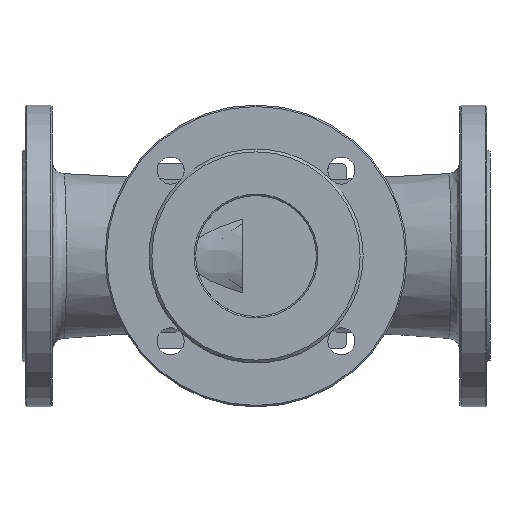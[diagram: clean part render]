
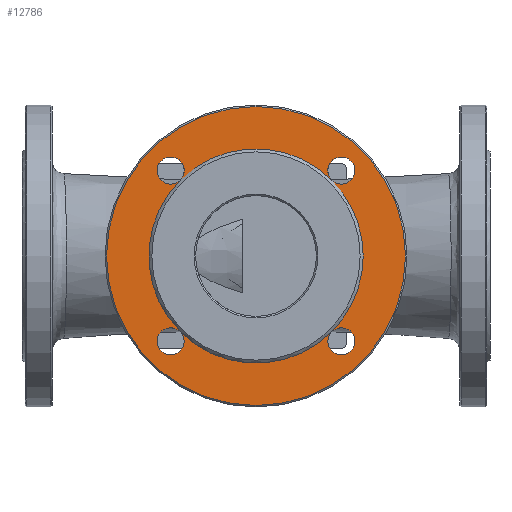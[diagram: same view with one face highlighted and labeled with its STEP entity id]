
A CAD part, front view. The second image highlights one B-rep face of the part: STEP entity #12786.
In plain terms, the highlighted planar face has unit normal (0, -1, 0).
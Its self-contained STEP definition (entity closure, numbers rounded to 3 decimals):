
#313=FACE_BOUND('',#4095,.T.);
#390=PLANE('',#13682);
#3388=FACE_OUTER_BOUND('',#4094,.T.);
#4094=EDGE_LOOP('',(#8815));
#4095=EDGE_LOOP('',(#8816,#8817,#8818,#8819,#8820,#8821,#8822,#8823,#8824,
#8825,#8826,#8827,#8828));
#4794=CIRCLE('',#13681,99.);
#4795=CIRCLE('',#13683,9.);
#4796=CIRCLE('',#13684,71.);
#4797=CIRCLE('',#13685,9.);
#4798=CIRCLE('',#13686,9.);
#4799=CIRCLE('',#13687,71.);
#4800=CIRCLE('',#13688,9.);
#4801=CIRCLE('',#13689,9.);
#4802=CIRCLE('',#13690,71.);
#4803=CIRCLE('',#13691,71.);
#4804=CIRCLE('',#13692,9.);
#4805=CIRCLE('',#13693,9.);
#4806=CIRCLE('',#13694,71.);
#4807=CIRCLE('',#13695,9.);
#5413=VERTEX_POINT('',#20950);
#5414=VERTEX_POINT('',#20954);
#5415=VERTEX_POINT('',#20955);
#5416=VERTEX_POINT('',#20957);
#5417=VERTEX_POINT('',#20959);
#5418=VERTEX_POINT('',#20962);
#5419=VERTEX_POINT('',#20964);
#5420=VERTEX_POINT('',#20967);
#5421=VERTEX_POINT('',#20969);
#5422=VERTEX_POINT('',#20971);
#6707=EDGE_CURVE('',#5413,#5413,#4794,.T.);
#6708=EDGE_CURVE('',#5414,#5415,#4795,.T.);
#6709=EDGE_CURVE('',#5416,#5414,#4796,.T.);
#6710=EDGE_CURVE('',#5417,#5416,#4797,.T.);
#6711=EDGE_CURVE('',#5416,#5417,#4798,.T.);
#6712=EDGE_CURVE('',#5418,#5416,#4799,.T.);
#6713=EDGE_CURVE('',#5419,#5418,#4800,.T.);
#6714=EDGE_CURVE('',#5418,#5419,#4801,.T.);
#6715=EDGE_CURVE('',#5420,#5418,#4802,.T.);
#6716=EDGE_CURVE('',#5421,#5420,#4803,.T.);
#6717=EDGE_CURVE('',#5422,#5421,#4804,.T.);
#6718=EDGE_CURVE('',#5421,#5422,#4805,.T.);
#6719=EDGE_CURVE('',#5414,#5421,#4806,.T.);
#6720=EDGE_CURVE('',#5415,#5414,#4807,.T.);
#8815=ORIENTED_EDGE('',*,*,#6707,.F.);
#8816=ORIENTED_EDGE('',*,*,#6708,.F.);
#8817=ORIENTED_EDGE('',*,*,#6709,.F.);
#8818=ORIENTED_EDGE('',*,*,#6710,.F.);
#8819=ORIENTED_EDGE('',*,*,#6711,.F.);
#8820=ORIENTED_EDGE('',*,*,#6712,.F.);
#8821=ORIENTED_EDGE('',*,*,#6713,.F.);
#8822=ORIENTED_EDGE('',*,*,#6714,.F.);
#8823=ORIENTED_EDGE('',*,*,#6715,.F.);
#8824=ORIENTED_EDGE('',*,*,#6716,.F.);
#8825=ORIENTED_EDGE('',*,*,#6717,.F.);
#8826=ORIENTED_EDGE('',*,*,#6718,.F.);
#8827=ORIENTED_EDGE('',*,*,#6719,.F.);
#8828=ORIENTED_EDGE('',*,*,#6720,.F.);
#12786=ADVANCED_FACE('',(#3388,#313),#390,.F.);
#13681=AXIS2_PLACEMENT_3D('',#20952,#15113,#15114);
#13682=AXIS2_PLACEMENT_3D('',#20953,#15115,#15116);
#13683=AXIS2_PLACEMENT_3D('',#20956,#15117,#15118);
#13684=AXIS2_PLACEMENT_3D('',#20958,#15119,#15120);
#13685=AXIS2_PLACEMENT_3D('',#20960,#15121,#15122);
#13686=AXIS2_PLACEMENT_3D('',#20961,#15123,#15124);
#13687=AXIS2_PLACEMENT_3D('',#20963,#15125,#15126);
#13688=AXIS2_PLACEMENT_3D('',#20965,#15127,#15128);
#13689=AXIS2_PLACEMENT_3D('',#20966,#15129,#15130);
#13690=AXIS2_PLACEMENT_3D('',#20968,#15131,#15132);
#13691=AXIS2_PLACEMENT_3D('',#20970,#15133,#15134);
#13692=AXIS2_PLACEMENT_3D('',#20972,#15135,#15136);
#13693=AXIS2_PLACEMENT_3D('',#20973,#15137,#15138);
#13694=AXIS2_PLACEMENT_3D('',#20974,#15139,#15140);
#13695=AXIS2_PLACEMENT_3D('',#20975,#15141,#15142);
#15113=DIRECTION('center_axis',(0.,1.,0.));
#15114=DIRECTION('ref_axis',(0.,0.,-1.));
#15115=DIRECTION('center_axis',(0.,1.,0.));
#15116=DIRECTION('ref_axis',(0.,0.,1.));
#15117=DIRECTION('center_axis',(0.,-1.,0.));
#15118=DIRECTION('ref_axis',(0.,0.,-1.));
#15119=DIRECTION('center_axis',(0.,-1.,0.));
#15120=DIRECTION('ref_axis',(-1.,0.,0.));
#15121=DIRECTION('center_axis',(0.,-1.,0.));
#15122=DIRECTION('ref_axis',(0.,0.,-1.));
#15123=DIRECTION('center_axis',(0.,-1.,0.));
#15124=DIRECTION('ref_axis',(0.,0.,-1.));
#15125=DIRECTION('center_axis',(0.,-1.,0.));
#15126=DIRECTION('ref_axis',(-1.,0.,0.));
#15127=DIRECTION('center_axis',(0.,-1.,0.));
#15128=DIRECTION('ref_axis',(0.,0.,-1.));
#15129=DIRECTION('center_axis',(0.,-1.,0.));
#15130=DIRECTION('ref_axis',(0.,0.,-1.));
#15131=DIRECTION('center_axis',(0.,-1.,0.));
#15132=DIRECTION('ref_axis',(-1.,0.,0.));
#15133=DIRECTION('center_axis',(0.,-1.,0.));
#15134=DIRECTION('ref_axis',(-1.,0.,0.));
#15135=DIRECTION('center_axis',(0.,-1.,0.));
#15136=DIRECTION('ref_axis',(0.,0.,-1.));
#15137=DIRECTION('center_axis',(0.,-1.,0.));
#15138=DIRECTION('ref_axis',(0.,0.,-1.));
#15139=DIRECTION('center_axis',(0.,-1.,0.));
#15140=DIRECTION('ref_axis',(-1.,0.,0.));
#15141=DIRECTION('center_axis',(0.,-1.,0.));
#15142=DIRECTION('ref_axis',(0.,0.,-1.));
#20950=CARTESIAN_POINT('',(0.,-128.,99.));
#20952=CARTESIAN_POINT('Origin',(0.,-128.,0.));
#20953=CARTESIAN_POINT('Origin',(0.,-128.,0.));
#20954=CARTESIAN_POINT('',(-50.205,-128.,-50.205));
#20955=CARTESIAN_POINT('',(-56.569,-128.,-47.569));
#20956=CARTESIAN_POINT('Origin',(-56.569,-128.,-56.569));
#20957=CARTESIAN_POINT('',(-50.205,-128.,50.205));
#20958=CARTESIAN_POINT('Origin',(0.,-128.,0.));
#20959=CARTESIAN_POINT('',(-56.569,-128.,65.569));
#20960=CARTESIAN_POINT('Origin',(-56.569,-128.,56.569));
#20961=CARTESIAN_POINT('Origin',(-56.569,-128.,56.569));
#20962=CARTESIAN_POINT('',(50.205,-128.,50.205));
#20963=CARTESIAN_POINT('Origin',(0.,-128.,0.));
#20964=CARTESIAN_POINT('',(56.569,-128.,65.569));
#20965=CARTESIAN_POINT('Origin',(56.569,-128.,56.569));
#20966=CARTESIAN_POINT('Origin',(56.569,-128.,56.569));
#20967=CARTESIAN_POINT('',(71.,-128.,0.));
#20968=CARTESIAN_POINT('Origin',(0.,-128.,0.));
#20969=CARTESIAN_POINT('',(50.205,-128.,-50.205));
#20970=CARTESIAN_POINT('Origin',(0.,-128.,0.));
#20971=CARTESIAN_POINT('',(56.569,-128.,-47.569));
#20972=CARTESIAN_POINT('Origin',(56.569,-128.,-56.569));
#20973=CARTESIAN_POINT('Origin',(56.569,-128.,-56.569));
#20974=CARTESIAN_POINT('Origin',(0.,-128.,0.));
#20975=CARTESIAN_POINT('Origin',(-56.569,-128.,-56.569));
